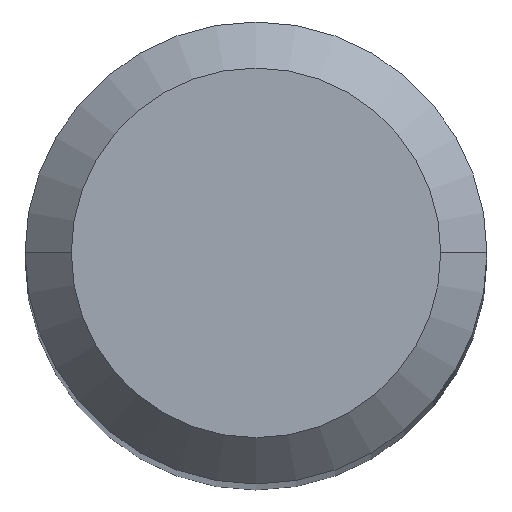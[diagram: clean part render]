
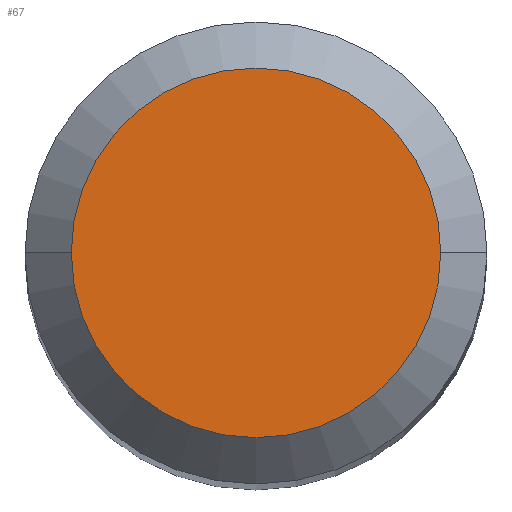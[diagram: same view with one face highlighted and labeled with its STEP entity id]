
A CAD part, top view. The second image highlights one B-rep face of the part: STEP entity #67.
In plain terms, the highlighted planar face has unit normal (0, 0, 1).
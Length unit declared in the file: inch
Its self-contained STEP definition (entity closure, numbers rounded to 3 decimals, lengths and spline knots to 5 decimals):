
#41 = DIRECTION ( 'NONE',  ( -1., 0., 0. ) ) ;
#64 = VERTEX_POINT ( 'NONE', #147 ) ;
#67 = ADVANCED_FACE ( 'NONE', ( #215 ), #279, .F. ) ;
#75 = CIRCLE ( 'NONE', #330, 0.05 ) ;
#98 = EDGE_CURVE ( 'NONE', #180, #64, #309, .T. ) ;
#110 = ORIENTED_EDGE ( 'NONE', *, *, #98, .T. ) ;
#125 = CARTESIAN_POINT ( 'NONE',  ( 0., 0., 0. ) ) ;
#147 = CARTESIAN_POINT ( 'NONE',  ( 0.05, 0., 0. ) ) ;
#180 = VERTEX_POINT ( 'NONE', #354 ) ;
#200 = DIRECTION ( 'NONE',  ( 0., 0., -1. ) ) ;
#215 = FACE_OUTER_BOUND ( 'NONE', #256, .T. ) ;
#221 = AXIS2_PLACEMENT_3D ( 'NONE', #317, #454, #360 ) ;
#232 = DIRECTION ( 'NONE',  ( 1., 0., 0. ) ) ;
#239 = AXIS2_PLACEMENT_3D ( 'NONE', #125, #200, #41 ) ;
#256 = EDGE_LOOP ( 'NONE', ( #110, #349 ) ) ;
#279 = PLANE ( 'NONE',  #239 ) ;
#309 = CIRCLE ( 'NONE', #221, 0.05 ) ;
#317 = CARTESIAN_POINT ( 'NONE',  ( 0., 0., 0. ) ) ;
#330 = AXIS2_PLACEMENT_3D ( 'NONE', #484, #421, #232 ) ;
#349 = ORIENTED_EDGE ( 'NONE', *, *, #420, .T. ) ;
#354 = CARTESIAN_POINT ( 'NONE',  ( -0.05, 0., 0. ) ) ;
#360 = DIRECTION ( 'NONE',  ( 1., 0., 0. ) ) ;
#420 = EDGE_CURVE ( 'NONE', #64, #180, #75, .T. ) ;
#421 = DIRECTION ( 'NONE',  ( 0., 0., 1. ) ) ;
#454 = DIRECTION ( 'NONE',  ( 0., 0., 1. ) ) ;
#484 = CARTESIAN_POINT ( 'NONE',  ( 0., 0., 0. ) ) ;
